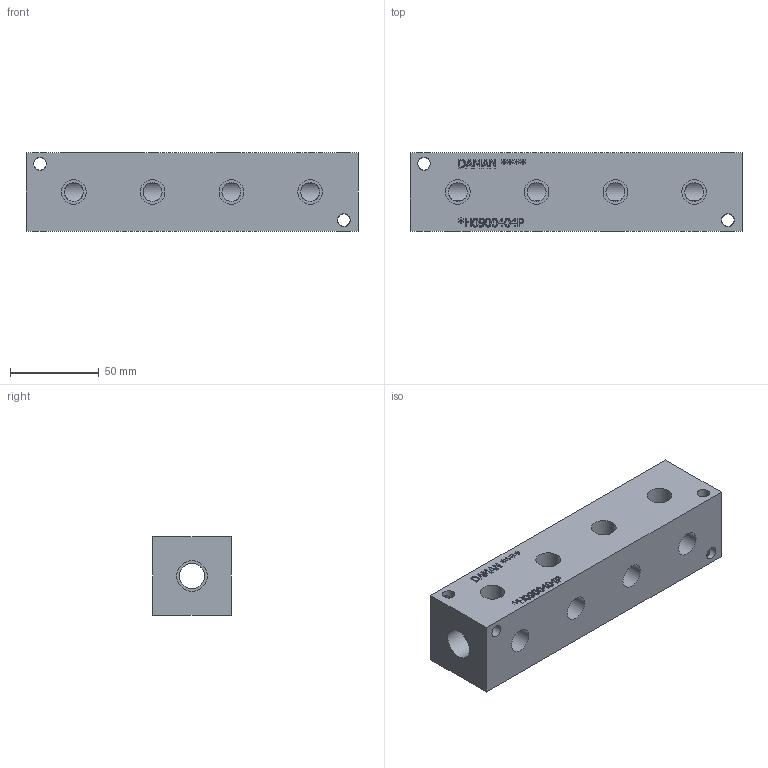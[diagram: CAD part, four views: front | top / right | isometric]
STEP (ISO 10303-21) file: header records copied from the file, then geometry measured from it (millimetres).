
FILE_DESCRIPTION(/* description */ (''),/* implementation_level */ '2;1');
FILE_NAME(/* name */ '_H0900404P.stp',/* time_stamp */ '2021-05-17T14:33:04-04:00',/* author */ ('anthonyv'),/* organization */ (''),/* preprocessor_version */ 'ST-DEVELOPER v18.1',/* originating_system */ 'Autodesk Inventor 2021',/* authorisation */ '');
FILE_SCHEMA (('AUTOMOTIVE_DESIGN { 1 0 10303 214 3 1 1 }'));
Length unit declared in the file: millimetre
Products named in the file (1): Part_+H0900404P_3D
Bounding box: 187.32 x 44.45 x 44.45 mm (x, y, z)
Volume: 314827.3 mm3; surface area: 52609.1 mm2
Topology: 1 solids, 1 shells, 347 faces, 963 edges, 646 vertices
Faces by surface type: plane 237, bspline 83, cylinder 27
Full cylindrical faces by diameter (mm): 7.137 x8, 10.719 x8, 13.868 x8, 14.3 x1, 17.297 x2
Entity records: 12106 total; most frequent: CARTESIAN_POINT 3348, ORIENTED_EDGE 1926, DIRECTION 1377, EDGE_CURVE 963, LINE 699, VECTOR 699, VERTEX_POINT 646, EDGE_LOOP 405
